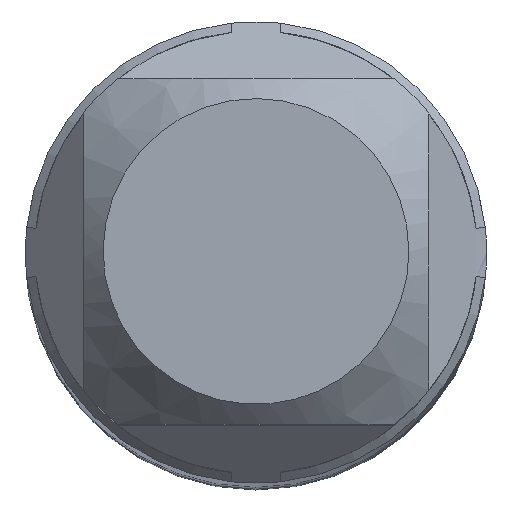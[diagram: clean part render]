
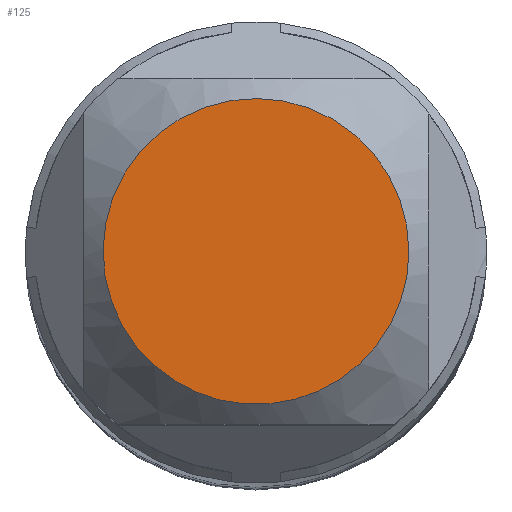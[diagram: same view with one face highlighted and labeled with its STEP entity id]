
A CAD part, top view. The second image highlights one B-rep face of the part: STEP entity #125.
In plain terms, the highlighted planar face has unit normal (0, 0, 1).
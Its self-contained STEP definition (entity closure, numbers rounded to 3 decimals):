
#42=PLANE('',#574);
#64=FACE_OUTER_BOUND('',#204,.T.);
#125=ADVANCED_FACE('',(#64),#42,.F.);
#204=EDGE_LOOP('',(#292));
#292=ORIENTED_EDGE('',*,*,#397,.T.);
#353=VERTEX_POINT('',#798);
#397=EDGE_CURVE('',#353,#353,#453,.T.);
#453=CIRCLE('',#538,2.678);
#538=AXIS2_PLACEMENT_3D('',#797,#623,#624);
#574=AXIS2_PLACEMENT_3D('',#927,#703,#704);
#623=DIRECTION('',(0.,0.,1.));
#624=DIRECTION('',(1.,0.,0.));
#703=DIRECTION('',(0.,0.,-1.));
#704=DIRECTION('',(-1.,0.,0.));
#797=CARTESIAN_POINT('',(0.,0.,0.));
#798=CARTESIAN_POINT('',(2.678,0.,0.));
#927=CARTESIAN_POINT('',(4.24,0.,0.));
